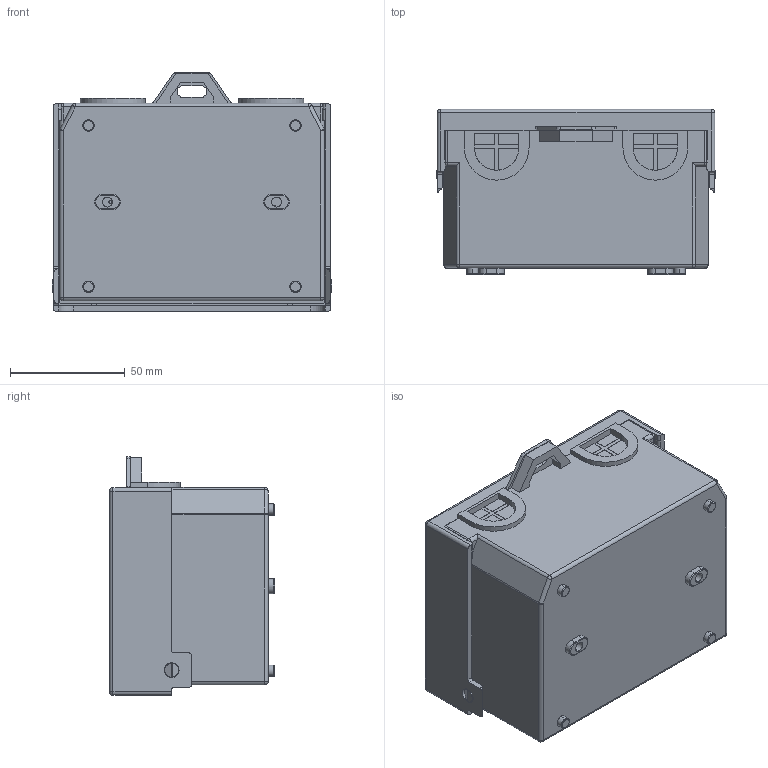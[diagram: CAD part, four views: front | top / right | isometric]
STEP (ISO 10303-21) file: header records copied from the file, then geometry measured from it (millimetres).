
FILE_DESCRIPTION (( 'STEP AP214' ), '1' );
FILE_NAME ('AL-D8-24DCW_3D.step', '2024-09-17T17:04:05', ( '' ), ( '' ), 'SwSTEP 2.0', 'SolidWorks 2022', '' );
FILE_SCHEMA (( 'AUTOMOTIVE_DESIGN' ));
Length unit declared in the file: inch
Products named in the file (13): XE-0005; XCTB-0004^AL-D8-24DCW; XE-0005-MA1; XFN-0014; XE-0004-MA4; X-DIODE-007^AL-D8-24DCW; AL-D8-24DCW_3D; XE-0005-MA2; XCT-0005; XCTB-0003^AL-D8-24DCW; XE-0004-MA3; X-PCB-HYP122^AL-D8-24DCW; XE-0004-MA5
Assembly tree (26 placements, depth 3):
  AL-D8-24DCW_3D
    XE-0005
      XE-0005-MA1
      XE-0004-MA4  x4
      XE-0004-MA5  x2
      XE-0004-MA3  x2
      XE-0005-MA2
    XCT-0005  x2
    XFN-0014  x2
    X-PCB-HYP122^AL-D8-24DCW
    X-DIODE-007^AL-D8-24DCW  x8
    XCTB-0003^AL-D8-24DCW
    XCTB-0004^AL-D8-24DCW
Bounding box: 121.67 x 71.88 x 103.89 mm (x, y, z)
Volume: 141744.4 mm3; surface area: 132536.6 mm2
Topology: 41 solids, 41 shells, 2444 faces, 6294 edges, 3970 vertices
Faces by surface type: cylinder 1033, plane 963, cone 332, torus 104, sphere 12
Entity records: 75007 total; most frequent: CARTESIAN_POINT 14784, DIRECTION 11873, ORIENTED_EDGE 11152, EDGE_CURVE 5576, AXIS2_PLACEMENT_3D 4338, VERTEX_POINT 3557, VECTOR 3197, LINE 3197
